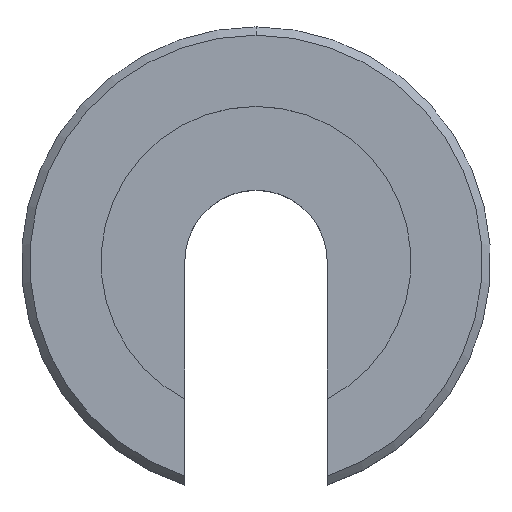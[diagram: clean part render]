
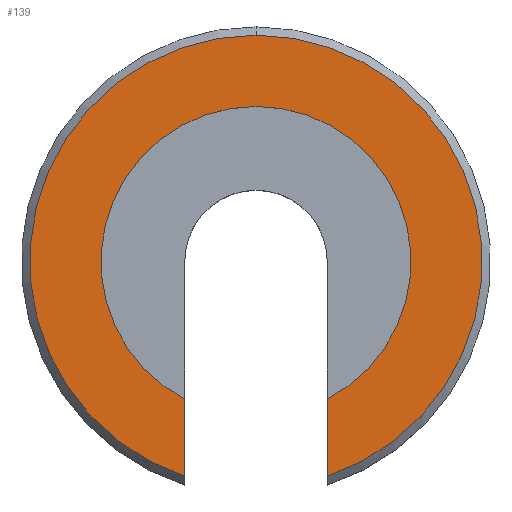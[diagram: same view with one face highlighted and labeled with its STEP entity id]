
A CAD part, top view. The second image highlights one B-rep face of the part: STEP entity #139.
In plain terms, the highlighted planar face has unit normal (0, 0, 1).
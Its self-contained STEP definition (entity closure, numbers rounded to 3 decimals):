
#101=VERTEX_POINT('',#259);
#109=VERTEX_POINT('',#267);
#115=EDGE_CURVE('',#101,#143,#274,.T.);
#119=EDGE_CURVE('',#153,#173,#278,.T.);
#123=EDGE_CURVE('',#109,#153,#283,.T.);
#139=ADVANCED_FACE('',(#299),#300,.T.);
#143=VERTEX_POINT('',#304);
#153=VERTEX_POINT('',#314);
#169=EDGE_CURVE('',#173,#217,#330,.T.);
#173=VERTEX_POINT('',#335);
#207=EDGE_CURVE('',#143,#217,#374,.T.);
#213=EDGE_CURVE('',#101,#109,#381,.T.);
#217=VERTEX_POINT('',#385);
#259=CARTESIAN_POINT('',(-8.5,-25.627,12.0));
#267=CARTESIAN_POINT('',(-8.5,-16.432,12.0));
#274=CIRCLE('',#443,27.0);
#278=CIRCLE('',#449,18.5);
#283=CIRCLE('',#455,18.5);
#299=FACE_OUTER_BOUND('',#487,.T.);
#300=PLANE('',#488);
#304=CARTESIAN_POINT('',(0.,27.0,12.0));
#314=CARTESIAN_POINT('',(0.,18.5,12.0));
#330=LINE('',#542,#543);
#335=CARTESIAN_POINT('',(8.5,-16.432,12.0));
#374=CIRCLE('',#607,27.0);
#381=LINE('',#615,#616);
#385=CARTESIAN_POINT('',(8.5,-25.627,12.0));
#443=AXIS2_PLACEMENT_3D('',#676,#677,#678);
#449=AXIS2_PLACEMENT_3D('',#682,#683,#684);
#455=AXIS2_PLACEMENT_3D('',#693,#694,#695);
#487=EDGE_LOOP('',(#705,#706,#707,#708,#709,#710));
#488=AXIS2_PLACEMENT_3D('',#711,#712,#713);
#542=CARTESIAN_POINT('',(8.5,11.375,12.0));
#543=VECTOR('',#723,1.0);
#607=AXIS2_PLACEMENT_3D('',#792,#793,#794);
#615=CARTESIAN_POINT('',(-8.5,-2.625,12.0));
#616=VECTOR('',#803,1.0);
#676=CARTESIAN_POINT('',(0.,0.0,12.0));
#677=DIRECTION('',(0.0,0.0,-1.0));
#678=DIRECTION('',(0.,1.0,0.0));
#682=CARTESIAN_POINT('',(0.,0.0,12.0));
#683=DIRECTION('',(0.0,0.0,-1.0));
#684=DIRECTION('',(0.,1.0,0.0));
#693=CARTESIAN_POINT('',(0.,0.0,12.0));
#694=DIRECTION('',(0.0,0.0,-1.0));
#695=DIRECTION('',(0.,1.0,0.0));
#705=ORIENTED_EDGE('',*,*,#169,.T.);
#706=ORIENTED_EDGE('',*,*,#207,.F.);
#707=ORIENTED_EDGE('',*,*,#115,.F.);
#708=ORIENTED_EDGE('',*,*,#213,.T.);
#709=ORIENTED_EDGE('',*,*,#123,.T.);
#710=ORIENTED_EDGE('',*,*,#119,.T.);
#711=CARTESIAN_POINT('',(0.,22.75,12.0));
#712=DIRECTION('',(0.0,-0.0,1.0));
#713=DIRECTION('',(0.,1.0,0.0));
#723=DIRECTION('',(0.,-1.0,0.0));
#792=CARTESIAN_POINT('',(0.,0.0,12.0));
#793=DIRECTION('',(0.0,0.0,-1.0));
#794=DIRECTION('',(0.,1.0,0.0));
#803=DIRECTION('',(0.,1.0,0.0));
